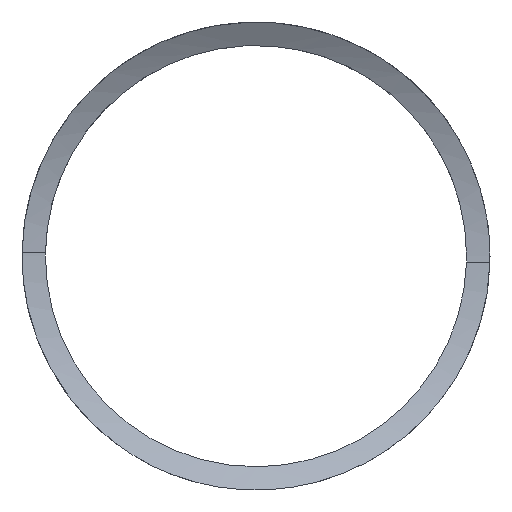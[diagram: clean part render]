
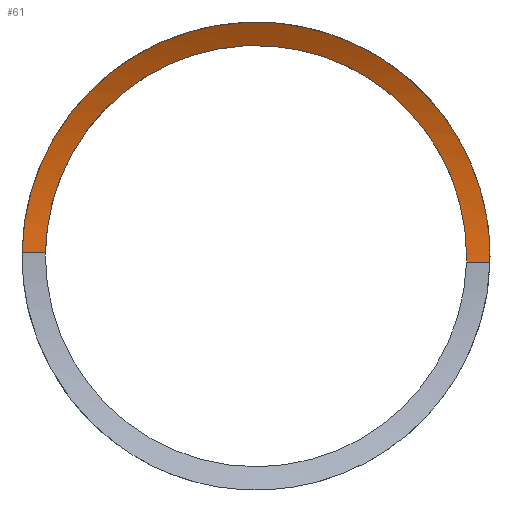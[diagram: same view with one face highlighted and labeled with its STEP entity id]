
A CAD part, front view. The second image highlights one B-rep face of the part: STEP entity #61.
In plain terms, the highlighted cylindrical face has radius 14 mm (diameter 28 mm), a partial arc.
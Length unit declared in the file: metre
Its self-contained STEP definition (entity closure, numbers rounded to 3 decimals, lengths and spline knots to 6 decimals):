
#61=ADVANCED_FACE('0:46',(#133),#134,.F.);
#69=EDGE_CURVE('',#146,#147,#148,.F.);
#79=EDGE_CURVE('',#154,#163,#164,.T.);
#93=EDGE_CURVE('',#163,#157,#183,.T.);
#95=EDGE_CURVE('',#147,#160,#185,.F.);
#133=FACE_OUTER_BOUND('',#213,.T.);
#134=CYLINDRICAL_SURFACE('',#214,0.014);
#146=VERTEX_POINT('',#249);
#147=VERTEX_POINT('',#250);
#148=B_SPLINE_CURVE_WITH_KNOTS('',3,(#251,#252,#253,#254,#255,#256,#257,#258,#259,#260,#261,#262,#263,#264,#265,#266,#267,#268),.UNSPECIFIED.,.F.,.F.,(4,2,2,2,2,2,2,2,4),(30.583518,34.315137,38.12793,41.940723,45.753516,49.566309,53.379102,57.191895,61.004688),.UNSPECIFIED.);
#154=VERTEX_POINT('',#279);
#157=VERTEX_POINT('',#288);
#160=VERTEX_POINT('',#321);
#163=VERTEX_POINT('',#342);
#164=B_SPLINE_CURVE_WITH_KNOTS('',5,(#343,#344,#345,#346,#347,#348,#349,#350,#351,#352,#353,#354,#355,#356,#357,#358,#359,#360,#361,#362,#363,#364,#365,#366,#367,#368,#369),.UNSPECIFIED.,.F.,.F.,(6,3,3,3,3,3,3,3,6),(0.005414,0.125,0.25,0.375,0.5,0.625,0.75,0.875,0.991541),.UNSPECIFIED.);
#183=B_SPLINE_CURVE_WITH_KNOTS('',5,(#448,#449,#450,#451,#452,#453),.UNSPECIFIED.,.F.,.F.,(6,6),(0.991541,1.0),.UNSPECIFIED.);
#185=B_SPLINE_CURVE_WITH_KNOTS('',3,(#456,#457,#458,#459,#460,#461),.UNSPECIFIED.,.F.,.F.,(4,2,4),(30.316387,30.502344,30.583518),.UNSPECIFIED.);
#213=EDGE_LOOP('',(#525,#526,#527,#528,#529,#530));
#214=AXIS2_PLACEMENT_3D('',#531,#532,#533);
#249=CARTESIAN_POINT('',(-1.36109,-0.306914,0.210382));
#250=CARTESIAN_POINT('',(-1.347591,-0.305317,0.210267));
#251=CARTESIAN_POINT('',(-1.347591,-0.305317,0.210267));
#252=CARTESIAN_POINT('',(-1.347592,-0.305329,0.211146));
#253=CARTESIAN_POINT('',(-1.347767,-0.305449,0.212021));
#254=CARTESIAN_POINT('',(-1.348422,-0.305844,0.213627));
#255=CARTESIAN_POINT('',(-1.348903,-0.306119,0.214355));
#256=CARTESIAN_POINT('',(-1.350087,-0.306702,0.215576));
#257=CARTESIAN_POINT('',(-1.35079,-0.30701,0.216071));
#258=CARTESIAN_POINT('',(-1.352359,-0.307531,0.216776));
#259=CARTESIAN_POINT('',(-1.353229,-0.307742,0.216984));
#260=CARTESIAN_POINT('',(-1.355011,-0.307964,0.217043));
#261=CARTESIAN_POINT('',(-1.355919,-0.307971,0.216891));
#262=CARTESIAN_POINT('',(-1.357592,-0.307827,0.21625));
#263=CARTESIAN_POINT('',(-1.358357,-0.307681,0.215764));
#264=CARTESIAN_POINT('',(-1.359639,-0.307372,0.214543));
#265=CARTESIAN_POINT('',(-1.360158,-0.30721,0.213805));
#266=CARTESIAN_POINT('',(-1.360877,-0.30698,0.212174));
#267=CARTESIAN_POINT('',(-1.361075,-0.306912,0.21128));
#268=CARTESIAN_POINT('',(-1.36109,-0.306914,0.210382));
#279=CARTESIAN_POINT('',(-1.36184,-0.307002,0.210399));
#288=CARTESIAN_POINT('',(-1.346844,-0.305227,0.210061));
#321=CARTESIAN_POINT('',(-1.347594,-0.305316,0.210078));
#342=CARTESIAN_POINT('',(-1.346841,-0.305228,0.210267));
#343=CARTESIAN_POINT('',(-1.36184,-0.307002,0.210399));
#344=CARTESIAN_POINT('',(-1.36183,-0.307001,0.21098));
#345=CARTESIAN_POINT('',(-1.361762,-0.307025,0.211561));
#346=CARTESIAN_POINT('',(-1.361639,-0.307072,0.212133));
#347=CARTESIAN_POINT('',(-1.361279,-0.307208,0.213267));
#348=CARTESIAN_POINT('',(-1.360709,-0.307417,0.214297));
#349=CARTESIAN_POINT('',(-1.360368,-0.307536,0.214791));
#350=CARTESIAN_POINT('',(-1.359593,-0.307786,0.215704));
#351=CARTESIAN_POINT('',(-1.358652,-0.308033,0.216449));
#352=CARTESIAN_POINT('',(-1.358145,-0.308146,0.216774));
#353=CARTESIAN_POINT('',(-1.357068,-0.308333,0.21732));
#354=CARTESIAN_POINT('',(-1.355886,-0.308404,0.21764));
#355=CARTESIAN_POINT('',(-1.35528,-0.308406,0.217742));
#356=CARTESIAN_POINT('',(-1.354061,-0.308337,0.217824));
#357=CARTESIAN_POINT('',(-1.352874,-0.308103,0.217658));
#358=CARTESIAN_POINT('',(-1.352296,-0.307953,0.217517));
#359=CARTESIAN_POINT('',(-1.351184,-0.307603,0.217131));
#360=CARTESIAN_POINT('',(-1.350193,-0.307184,0.216556));
#361=CARTESIAN_POINT('',(-1.349729,-0.306965,0.216223));
#362=CARTESIAN_POINT('',(-1.34887,-0.306524,0.215474));
#363=CARTESIAN_POINT('',(-1.348157,-0.306109,0.214569));
#364=CARTESIAN_POINT('',(-1.347843,-0.305916,0.214081));
#365=CARTESIAN_POINT('',(-1.347326,-0.305584,0.213073));
#366=CARTESIAN_POINT('',(-1.347004,-0.305361,0.211956));
#367=CARTESIAN_POINT('',(-1.346897,-0.305283,0.211399));
#368=CARTESIAN_POINT('',(-1.346842,-0.305237,0.210834));
#369=CARTESIAN_POINT('',(-1.346841,-0.305228,0.210267));
#448=CARTESIAN_POINT('',(-1.346841,-0.305228,0.210267));
#449=CARTESIAN_POINT('',(-1.346841,-0.305228,0.210226));
#450=CARTESIAN_POINT('',(-1.346842,-0.305227,0.210185));
#451=CARTESIAN_POINT('',(-1.346842,-0.305227,0.210143));
#452=CARTESIAN_POINT('',(-1.346843,-0.305227,0.210102));
#453=CARTESIAN_POINT('',(-1.346844,-0.305227,0.210061));
#456=CARTESIAN_POINT('',(-1.347594,-0.305316,0.210078));
#457=CARTESIAN_POINT('',(-1.347593,-0.305316,0.210122));
#458=CARTESIAN_POINT('',(-1.347592,-0.305316,0.210166));
#459=CARTESIAN_POINT('',(-1.347591,-0.305316,0.210229));
#460=CARTESIAN_POINT('',(-1.347591,-0.305317,0.210248));
#461=CARTESIAN_POINT('',(-1.347591,-0.305317,0.210267));
#525=ORIENTED_EDGE('',*,*,#549,.T.);
#526=ORIENTED_EDGE('',*,*,#69,.T.);
#527=ORIENTED_EDGE('',*,*,#95,.T.);
#528=ORIENTED_EDGE('',*,*,#550,.T.);
#529=ORIENTED_EDGE('',*,*,#93,.F.);
#530=ORIENTED_EDGE('',*,*,#79,.F.);
#531=CARTESIAN_POINT('',(-1.205145,-0.302551,0.20691));
#532=DIRECTION('',(-0.993,-0.118,0.022));
#533=DIRECTION('',(0.118,-0.993,0.0));
#549=EDGE_CURVE('',#154,#146,#566,.T.);
#550=EDGE_CURVE('',#160,#157,#567,.T.);
#566=LINE('',#585,#586);
#567=LINE('',#587,#588);
#585=CARTESIAN_POINT('',(-1.354418,-0.306124,0.210232));
#586=VECTOR('',#606,1.0);
#587=CARTESIAN_POINT('',(-1.354418,-0.306124,0.210232));
#588=VECTOR('',#607,1.0);
#606=DIRECTION('',(0.993,0.118,-0.022));
#607=DIRECTION('',(0.993,0.118,-0.022));
